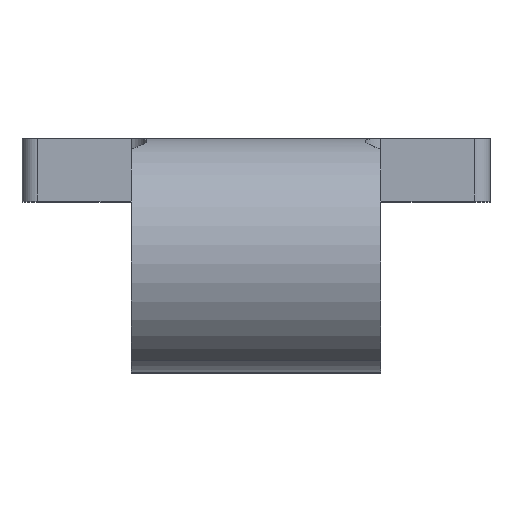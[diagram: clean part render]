
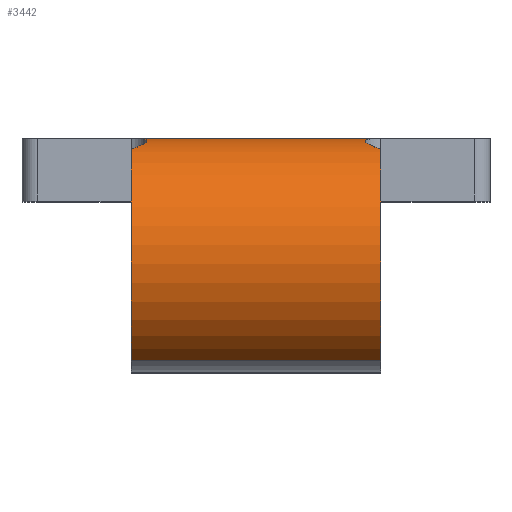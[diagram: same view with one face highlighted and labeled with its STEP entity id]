
A CAD part, top view. The second image highlights one B-rep face of the part: STEP entity #3442.
In plain terms, the highlighted cylindrical face has radius 3.85 mm (diameter 7.7 mm), a partial arc.
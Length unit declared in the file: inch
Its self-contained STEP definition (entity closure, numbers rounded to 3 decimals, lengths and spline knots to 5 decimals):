
#26 = CARTESIAN_POINT ( 'NONE',  ( 0.15243, 0.07873, 0.41589 ) ) ;
#83 = VECTOR ( 'NONE', #2972, 39.37008 ) ;
#89 = CARTESIAN_POINT ( 'NONE',  ( -0.15748, 0.06155, 0.4835 ) ) ;
#91 = AXIS2_PLACEMENT_3D ( 'NONE', #530, #587, #1393 ) ;
#101 = AXIS2_PLACEMENT_3D ( 'NONE', #1168, #2636, #2691 ) ;
#164 = CIRCLE ( 'NONE', #101, 0.15157 ) ;
#175 = EDGE_CURVE ( 'NONE', #665, #2187, #3766, .T. ) ;
#187 = CARTESIAN_POINT ( 'NONE',  ( -0.14998, 0.06855, 0.46804 ) ) ;
#194 = EDGE_CURVE ( 'NONE', #2019, #867, #3577, .T. ) ;
#433 = B_SPLINE_CURVE_WITH_KNOTS ( 'NONE', 3,
 ( #1812, #1793, #1537, #1831 ),
 .UNSPECIFIED., .F., .F.,
 ( 4, 4 ),
 ( 0., 0.00048 ),
 .UNSPECIFIED. ) ;
#437 = DIRECTION ( 'NONE',  ( 1., 0., 0. ) ) ;
#486 = CARTESIAN_POINT ( 'NONE',  ( -0.1423, 0.07144, 0.46016 ) ) ;
#523 = EDGE_CURVE ( 'NONE', #3332, #3532, #1449, .T. ) ;
#525 = ORIENTED_EDGE ( 'NONE', *, *, #175, .T. ) ;
#530 = CARTESIAN_POINT ( 'NONE',  ( 0.15748, -0.07283, 0.41339 ) ) ;
#555 = CARTESIAN_POINT ( 'NONE',  ( 0.15748, 0.06304, 0.48064 ) ) ;
#587 = DIRECTION ( 'NONE',  ( 1., 0., 0. ) ) ;
#659 = B_SPLINE_CURVE_WITH_KNOTS ( 'NONE', 3,
 ( #2082, #555, #3199, #3875, #1184, #3260 ),
 .UNSPECIFIED., .F., .F.,
 ( 4, 2, 4 ),
 ( 0., 0.00024, 0.00048 ),
 .UNSPECIFIED. ) ;
#665 = VERTEX_POINT ( 'NONE', #3632 ) ;
#703 = EDGE_CURVE ( 'NONE', #665, #867, #1843, .T. ) ;
#769 = CARTESIAN_POINT ( 'NONE',  ( -0.1409, 0.07809, 0.42807 ) ) ;
#867 = VERTEX_POINT ( 'NONE', #3824 ) ;
#878 = CARTESIAN_POINT ( 'NONE',  ( 0.13735, 0.07561, 0.44455 ) ) ;
#897 = CARTESIAN_POINT ( 'NONE',  ( -0.15748, -0.07283, 0.41339 ) ) ;
#935 = CARTESIAN_POINT ( 'NONE',  ( 0.13872, 0.07751, 0.43345 ) ) ;
#1168 = CARTESIAN_POINT ( 'NONE',  ( -0.15748, -0.07283, 0.41339 ) ) ;
#1184 = CARTESIAN_POINT ( 'NONE',  ( 0.15244, 0.0678, 0.46998 ) ) ;
#1232 = CARTESIAN_POINT ( 'NONE',  ( 0.14998, 0.06855, 0.46804 ) ) ;
#1250 = DIRECTION ( 'NONE',  ( 1., 0., 0. ) ) ;
#1345 = EDGE_CURVE ( 'NONE', #2187, #3255, #433, .T. ) ;
#1393 = DIRECTION ( 'NONE',  ( 0., 0., -1. ) ) ;
#1449 = LINE ( 'NONE', #2632, #83 ) ;
#1470 = VECTOR ( 'NONE', #437, 39.37008 ) ;
#1473 = EDGE_LOOP ( 'NONE', ( #3320, #2497, #3852, #3672, #525, #2602, #2530, #1609 ) ) ;
#1480 = CIRCLE ( 'NONE', #91, 0.15157 ) ;
#1481 = CARTESIAN_POINT ( 'NONE',  ( 0.1409, 0.07809, 0.42808 ) ) ;
#1537 = CARTESIAN_POINT ( 'NONE',  ( -0.15748, 0.06453, 0.47779 ) ) ;
#1587 = CARTESIAN_POINT ( 'NONE',  ( 0.15748, 0.06155, 0.4835 ) ) ;
#1609 = ORIENTED_EDGE ( 'NONE', *, *, #523, .T. ) ;
#1680 = CARTESIAN_POINT ( 'NONE',  ( -0.14564, 0.06987, 0.46461 ) ) ;
#1770 = CARTESIAN_POINT ( 'NONE',  ( 0.15485, 0.07874, 0.41448 ) ) ;
#1771 = FACE_OUTER_BOUND ( 'NONE', #1473, .T. ) ;
#1793 = CARTESIAN_POINT ( 'NONE',  ( -0.1549, 0.06705, 0.47191 ) ) ;
#1812 = CARTESIAN_POINT ( 'NONE',  ( -0.14998, 0.06855, 0.46804 ) ) ;
#1814 = CARTESIAN_POINT ( 'NONE',  ( 0.14264, 0.0714, 0.46005 ) ) ;
#1831 = CARTESIAN_POINT ( 'NONE',  ( -0.15748, 0.06155, 0.4835 ) ) ;
#1843 = LINE ( 'NONE', #3027, #1470 ) ;
#1953 = CARTESIAN_POINT ( 'NONE',  ( -0.13872, 0.07751, 0.43347 ) ) ;
#2019 = VERTEX_POINT ( 'NONE', #2493 ) ;
#2074 = EDGE_CURVE ( 'NONE', #3255, #3332, #164, .T. ) ;
#2082 = CARTESIAN_POINT ( 'NONE',  ( 0.15748, 0.06155, 0.4835 ) ) ;
#2187 = VERTEX_POINT ( 'NONE', #3311 ) ;
#2254 = CARTESIAN_POINT ( 'NONE',  ( -0.15748, 0.07874, 0.41339 ) ) ;
#2404 = CARTESIAN_POINT ( 'NONE',  ( 0.14126, 0.07216, 0.45765 ) ) ;
#2425 = CARTESIAN_POINT ( 'NONE',  ( 0.14799, 0.07863, 0.41933 ) ) ;
#2478 = EDGE_CURVE ( 'NONE', #3769, #2019, #659, .T. ) ;
#2493 = CARTESIAN_POINT ( 'NONE',  ( 0.14998, 0.06855, 0.46804 ) ) ;
#2497 = ORIENTED_EDGE ( 'NONE', *, *, #2478, .T. ) ;
#2530 = ORIENTED_EDGE ( 'NONE', *, *, #2074, .T. ) ;
#2569 = CARTESIAN_POINT ( 'NONE',  ( -0.13735, 0.07562, 0.44451 ) ) ;
#2602 = ORIENTED_EDGE ( 'NONE', *, *, #1345, .T. ) ;
#2625 = CARTESIAN_POINT ( 'NONE',  ( -0.15748, -0.20195, 0.49278 ) ) ;
#2632 = CARTESIAN_POINT ( 'NONE',  ( -0.15748, -0.20195, 0.49278 ) ) ;
#2636 = DIRECTION ( 'NONE',  ( 1., 0., 0. ) ) ;
#2641 = CARTESIAN_POINT ( 'NONE',  ( 0.15748, 0.07874, 0.41339 ) ) ;
#2691 = DIRECTION ( 'NONE',  ( 0., 0., -1. ) ) ;
#2773 = CARTESIAN_POINT ( 'NONE',  ( 0.15748, -0.20195, 0.49278 ) ) ;
#2891 = CARTESIAN_POINT ( 'NONE',  ( -0.13814, 0.07432, 0.45011 ) ) ;
#2951 = EDGE_CURVE ( 'NONE', #3769, #3532, #1480, .T. ) ;
#2972 = DIRECTION ( 'NONE',  ( 1., 0., 0. ) ) ;
#2984 = CYLINDRICAL_SURFACE ( 'NONE', #3208, 0.15157 ) ;
#3001 = CARTESIAN_POINT ( 'NONE',  ( 0.14781, 0.06921, 0.46632 ) ) ;
#3027 = CARTESIAN_POINT ( 'NONE',  ( -0.15748, 0.07874, 0.41339 ) ) ;
#3199 = CARTESIAN_POINT ( 'NONE',  ( 0.15686, 0.06442, 0.47777 ) ) ;
#3208 = AXIS2_PLACEMENT_3D ( 'NONE', #897, #1250, #3867 ) ;
#3255 = VERTEX_POINT ( 'NONE', #89 ) ;
#3260 = CARTESIAN_POINT ( 'NONE',  ( 0.14998, 0.06855, 0.46804 ) ) ;
#3273 = CARTESIAN_POINT ( 'NONE',  ( 0.13815, 0.07431, 0.45014 ) ) ;
#3311 = CARTESIAN_POINT ( 'NONE',  ( -0.14998, 0.06855, 0.46804 ) ) ;
#3320 = ORIENTED_EDGE ( 'NONE', *, *, #2951, .F. ) ;
#3332 = VERTEX_POINT ( 'NONE', #2625 ) ;
#3436 = CARTESIAN_POINT ( 'NONE',  ( -0.15223, 0.07874, 0.41557 ) ) ;
#3442 = ADVANCED_FACE ( 'NONE', ( #1771 ), #2984, .T. ) ;
#3532 = VERTEX_POINT ( 'NONE', #2773 ) ;
#3544 = CARTESIAN_POINT ( 'NONE',  ( 0.14591, 0.06992, 0.46438 ) ) ;
#3577 = B_SPLINE_CURVE_WITH_KNOTS ( 'NONE', 3,
 ( #1232, #3001, #3544, #1814, #2404, #3273, #878, #935, #1481, #3586, #2425, #26, #1770, #2641 ),
 .UNSPECIFIED., .F., .F.,
 ( 4, 2, 2, 2, 2, 2, 4 ),
 ( 0., 0.00021, 0.00043, 0.00085, 0.00128, 0.0015, 0.00171 ),
 .UNSPECIFIED. ) ;
#3586 = CARTESIAN_POINT ( 'NONE',  ( 0.14597, 0.07855, 0.42137 ) ) ;
#3632 = CARTESIAN_POINT ( 'NONE',  ( -0.15748, 0.07874, 0.41339 ) ) ;
#3672 = ORIENTED_EDGE ( 'NONE', *, *, #703, .F. ) ;
#3741 = CARTESIAN_POINT ( 'NONE',  ( -0.14766, 0.0787, 0.41914 ) ) ;
#3766 = B_SPLINE_CURVE_WITH_KNOTS ( 'NONE', 3,
 ( #2254, #3436, #3741, #769, #1953, #2569, #2891, #486, #1680, #187 ),
 .UNSPECIFIED., .F., .F.,
 ( 4, 2, 2, 2, 4 ),
 ( 0., 0.00043, 0.00085, 0.00128, 0.00171 ),
 .UNSPECIFIED. ) ;
#3769 = VERTEX_POINT ( 'NONE', #1587 ) ;
#3824 = CARTESIAN_POINT ( 'NONE',  ( 0.15748, 0.07874, 0.41339 ) ) ;
#3852 = ORIENTED_EDGE ( 'NONE', *, *, #194, .T. ) ;
#3867 = DIRECTION ( 'NONE',  ( 0., 0., -1. ) ) ;
#3875 = CARTESIAN_POINT ( 'NONE',  ( 0.15434, 0.0668, 0.47243 ) ) ;
